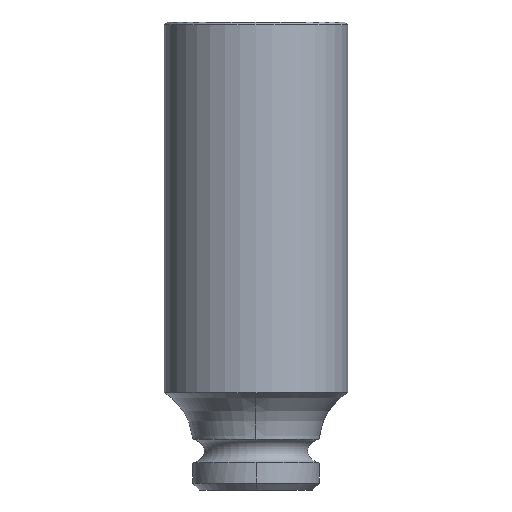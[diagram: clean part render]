
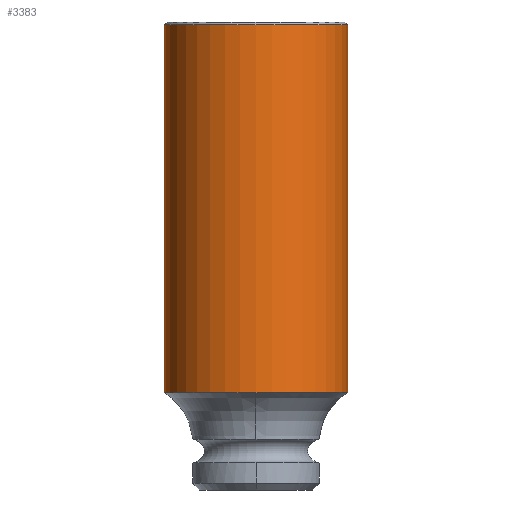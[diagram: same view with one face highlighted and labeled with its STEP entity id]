
A CAD part, left-side view. The second image highlights one B-rep face of the part: STEP entity #3383.
In plain terms, the highlighted cylindrical face has radius 9.4 mm (diameter 18.8 mm), a partial arc.
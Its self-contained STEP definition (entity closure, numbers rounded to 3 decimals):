
#874=CARTESIAN_POINT('',(0.,0.,47.7));
#875=DIRECTION('',(0.,0.,1.));
#876=DIRECTION('',(0.,1.,0.));
#877=AXIS2_PLACEMENT_3D('',#874,#875,#876);
#879=CARTESIAN_POINT('',(0.,0.,10.));
#880=DIRECTION('',(0.,0.,1.));
#881=DIRECTION('',(-1.,0.,0.));
#882=AXIS2_PLACEMENT_3D('',#879,#880,#881);
#884=CARTESIAN_POINT('',(0.,0.,10.));
#885=DIRECTION('',(0.,0.,1.));
#886=DIRECTION('',(0.,1.,0.));
#887=AXIS2_PLACEMENT_3D('',#884,#885,#886);
#894=DIRECTION('',(0.,0.,1.));
#895=VECTOR('',#894,37.7);
#896=CARTESIAN_POINT('',(0.,9.4,10.));
#897=LINE('',#896,#895);
#898=DIRECTION('',(0.,0.,1.));
#899=VECTOR('',#898,37.7);
#900=CARTESIAN_POINT('',(0.,-9.4,10.));
#901=LINE('',#900,#899);
#1535=CARTESIAN_POINT('',(0.,9.4,10.));
#1536=CARTESIAN_POINT('',(-9.4,0.,10.));
#1537=VERTEX_POINT('',#1535);
#1538=VERTEX_POINT('',#1536);
#1539=CARTESIAN_POINT('',(0.,-9.4,10.));
#1540=VERTEX_POINT('',#1539);
#1570=CARTESIAN_POINT('',(0.,-9.4,47.7));
#1571=CARTESIAN_POINT('',(0.,9.4,47.7));
#1572=VERTEX_POINT('',#1570);
#1573=VERTEX_POINT('',#1571);
#3367=CARTESIAN_POINT('',(0.,0.,8.1));
#3368=DIRECTION('',(0.,0.,1.));
#3369=DIRECTION('',(0.,1.,0.));
#3370=AXIS2_PLACEMENT_3D('',#3367,#3368,#3369);
#3371=CYLINDRICAL_SURFACE('',#3370,9.4);
#3372=ORIENTED_EDGE('',*,*,#3361,.T.);
#3374=ORIENTED_EDGE('',*,*,#3373,.F.);
#3376=ORIENTED_EDGE('',*,*,#3375,.F.);
#3378=ORIENTED_EDGE('',*,*,#3377,.F.);
#3380=ORIENTED_EDGE('',*,*,#3379,.T.);
#3381=EDGE_LOOP('',(#3372,#3374,#3376,#3378,#3380));
#3382=FACE_OUTER_BOUND('',#3381,.F.);
#3383=ADVANCED_FACE('',(#3382),#3371,.T.);
#878=CIRCLE('',#877,9.4);
#883=CIRCLE('',#882,9.4);
#888=CIRCLE('',#887,9.4);
#3361=EDGE_CURVE('',#1573,#1572,#878,.T.);
#3373=EDGE_CURVE('',#1540,#1572,#901,.T.);
#3375=EDGE_CURVE('',#1538,#1540,#883,.T.);
#3377=EDGE_CURVE('',#1537,#1538,#888,.T.);
#3379=EDGE_CURVE('',#1537,#1573,#897,.T.);
